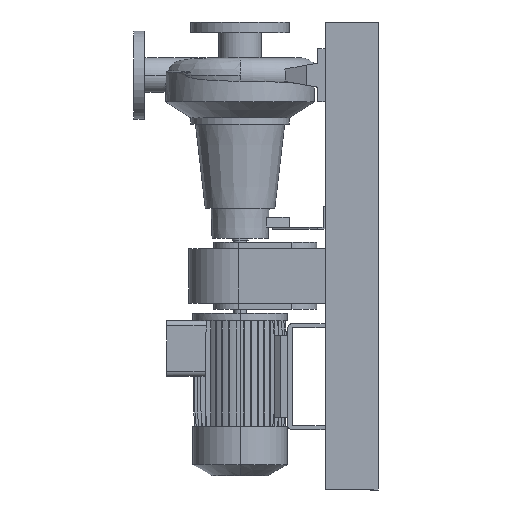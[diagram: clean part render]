
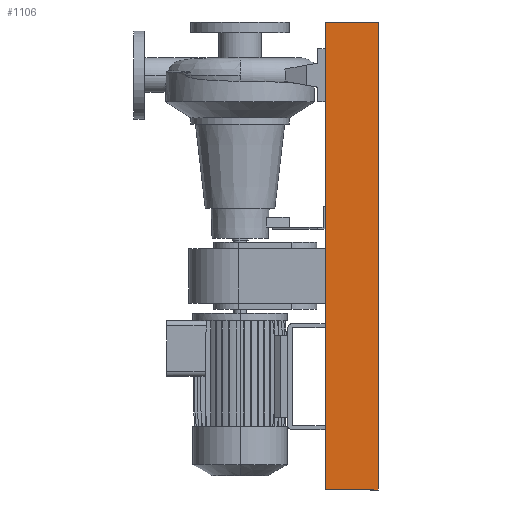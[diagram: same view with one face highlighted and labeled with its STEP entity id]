
A CAD part, left-side view. The second image highlights one B-rep face of the part: STEP entity #1106.
In plain terms, the highlighted planar face has unit normal (-1, 0, 0).
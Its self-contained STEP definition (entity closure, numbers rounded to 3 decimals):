
#291 = DIRECTION ( 'NONE',  ( 0., 0., 1. ) ) ;
#395 = CARTESIAN_POINT ( 'NONE',  ( -150., -50., -440. ) ) ;
#645 = VECTOR ( 'NONE', #8498, 1000. ) ;
#814 = DIRECTION ( 'NONE',  ( 0., 0., 1. ) ) ;
#1106 = ADVANCED_FACE ( 'NONE', ( #14916 ), #7024, .T. ) ;
#1679 = LINE ( 'NONE', #8203, #18823 ) ;
#2994 = AXIS2_PLACEMENT_3D ( 'NONE', #395, #16533, #291 ) ;
#4427 = CARTESIAN_POINT ( 'NONE',  ( -150., -50., 440. ) ) ;
#4529 = LINE ( 'NONE', #6126, #20146 ) ;
#4985 = DIRECTION ( 'NONE',  ( 0., -1., 0. ) ) ;
#5096 = CARTESIAN_POINT ( 'NONE',  ( -150., 50., -440. ) ) ;
#5272 = ORIENTED_EDGE ( 'NONE', *, *, #13211, .T. ) ;
#5862 = CARTESIAN_POINT ( 'NONE',  ( -150., -50., -440. ) ) ;
#6126 = CARTESIAN_POINT ( 'NONE',  ( -150., -50., -440. ) ) ;
#7024 = PLANE ( 'NONE',  #2994 ) ;
#8203 = CARTESIAN_POINT ( 'NONE',  ( -150., -50., 440. ) ) ;
#8428 = CARTESIAN_POINT ( 'NONE',  ( -150., 50., -440. ) ) ;
#8498 = DIRECTION ( 'NONE',  ( 0., 0., 1. ) ) ;
#8942 = CARTESIAN_POINT ( 'NONE',  ( -150., -50., -440. ) ) ;
#9158 = EDGE_LOOP ( 'NONE', ( #19516, #10554, #19143, #5272 ) ) ;
#10554 = ORIENTED_EDGE ( 'NONE', *, *, #14586, .F. ) ;
#11256 = DIRECTION ( 'NONE',  ( 0., -1., 0. ) ) ;
#11623 = VERTEX_POINT ( 'NONE', #8428 ) ;
#11782 = VERTEX_POINT ( 'NONE', #5862 ) ;
#13211 = EDGE_CURVE ( 'NONE', #11782, #18241, #20245, .T. ) ;
#14586 = EDGE_CURVE ( 'NONE', #11623, #18011, #19699, .T. ) ;
#14916 = FACE_OUTER_BOUND ( 'NONE', #9158, .T. ) ;
#15519 = CARTESIAN_POINT ( 'NONE',  ( -150., 50., 440. ) ) ;
#16533 = DIRECTION ( 'NONE',  ( -1., 0., 0. ) ) ;
#17549 = EDGE_CURVE ( 'NONE', #11623, #11782, #4529, .T. ) ;
#18011 = VERTEX_POINT ( 'NONE', #15519 ) ;
#18241 = VERTEX_POINT ( 'NONE', #4427 ) ;
#18823 = VECTOR ( 'NONE', #4985, 1000. ) ;
#19143 = ORIENTED_EDGE ( 'NONE', *, *, #17549, .T. ) ;
#19516 = ORIENTED_EDGE ( 'NONE', *, *, #20864, .F. ) ;
#19699 = LINE ( 'NONE', #5096, #645 ) ;
#20070 = VECTOR ( 'NONE', #814, 1000. ) ;
#20146 = VECTOR ( 'NONE', #11256, 1000. ) ;
#20245 = LINE ( 'NONE', #8942, #20070 ) ;
#20864 = EDGE_CURVE ( 'NONE', #18011, #18241, #1679, .T. ) ;
